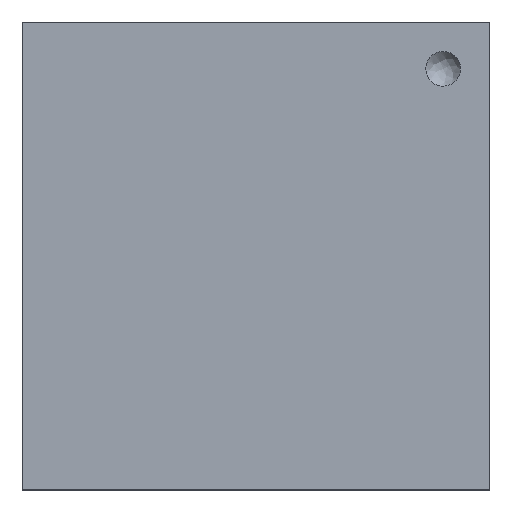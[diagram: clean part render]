
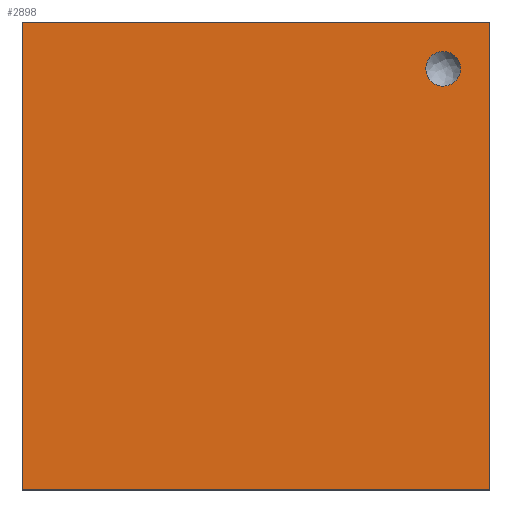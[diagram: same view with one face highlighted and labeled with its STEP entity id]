
A CAD part, top view. The second image highlights one B-rep face of the part: STEP entity #2898.
In plain terms, the highlighted planar face has unit normal (0, 0, 1).
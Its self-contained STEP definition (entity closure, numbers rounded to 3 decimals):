
#84 = ORIENTED_EDGE ( 'NONE', *, *, #668, .T. ) ;
#208 = VECTOR ( 'NONE', #5434, 1000. ) ;
#210 = ORIENTED_EDGE ( 'NONE', *, *, #2120, .T. ) ;
#234 = VERTEX_POINT ( 'NONE', #332 ) ;
#302 = CARTESIAN_POINT ( 'NONE',  ( 2.637, 3.013, 1. ) ) ;
#332 = CARTESIAN_POINT ( 'NONE',  ( 3.5, 3.5, 1. ) ) ;
#333 = CARTESIAN_POINT ( 'NONE',  ( 3.066, 2.765, 1. ) ) ;
#349 = CARTESIAN_POINT ( 'NONE',  ( -3.5, 3.5, 1. ) ) ;
#366 = CARTESIAN_POINT ( 'NONE',  ( 2.699, 3.039, 1. ) ) ;
#419 = CARTESIAN_POINT ( 'NONE',  ( 2.964, 2.587, 1. ) ) ;
#593 = VECTOR ( 'NONE', #5989, 1000. ) ;
#628 = PLANE ( 'NONE',  #5240 ) ;
#668 = EDGE_CURVE ( 'NONE', #4247, #1472, #4593, .T. ) ;
#741 = CARTESIAN_POINT ( 'NONE',  ( 2.901, 2.561, 1. ) ) ;
#839 = EDGE_CURVE ( 'NONE', #2239, #1447, #4561, .T. ) ;
#847 = CARTESIAN_POINT ( 'NONE',  ( 3.066, 2.838, 1. ) ) ;
#1181 = CARTESIAN_POINT ( 'NONE',  ( 2.639, 2.585, 1. ) ) ;
#1447 = VERTEX_POINT ( 'NONE', #366 ) ;
#1472 = VERTEX_POINT ( 'NONE', #1762 ) ;
#1491 = CARTESIAN_POINT ( 'NONE',  ( 3.5, -3.5, 1. ) ) ;
#1603 = EDGE_LOOP ( 'NONE', ( #4640, #2832 ) ) ;
#1693 = CARTESIAN_POINT ( 'NONE',  ( -3.5, 3.5, 1. ) ) ;
#1705 = CARTESIAN_POINT ( 'NONE',  ( 2.699, 3.039, 1. ) ) ;
#1762 = CARTESIAN_POINT ( 'NONE',  ( -3.5, -3.5, 1. ) ) ;
#1814 = CARTESIAN_POINT ( 'NONE',  ( 3.5, 3.5, 1. ) ) ;
#1876 = ORIENTED_EDGE ( 'NONE', *, *, #4721, .T. ) ;
#1992 = CARTESIAN_POINT ( 'NONE',  ( -3.5, -3.5, 1. ) ) ;
#2120 = EDGE_CURVE ( 'NONE', #4901, #234, #4306, .T. ) ;
#2169 = CARTESIAN_POINT ( 'NONE',  ( 2.534, 2.835, 1. ) ) ;
#2218 = CARTESIAN_POINT ( 'NONE',  ( 3.013, 2.963, 1. ) ) ;
#2239 = VERTEX_POINT ( 'NONE', #3621 ) ;
#2319 = DIRECTION ( 'NONE',  ( -1., 0., 0. ) ) ;
#2659 = CARTESIAN_POINT ( 'NONE',  ( 3.015, 2.639, 1. ) ) ;
#2832 = ORIENTED_EDGE ( 'NONE', *, *, #5046, .F. ) ;
#2898 = ADVANCED_FACE ( 'NONE', ( #4058, #3199 ), #628, .F. ) ;
#2986 = ORIENTED_EDGE ( 'NONE', *, *, #5988, .T. ) ;
#3093 = CARTESIAN_POINT ( 'NONE',  ( 2.585, 2.961, 1. ) ) ;
#3114 = CARTESIAN_POINT ( 'NONE',  ( 2.838, 2.534, 1. ) ) ;
#3162 = LINE ( 'NONE', #1992, #5657 ) ;
#3199 = FACE_OUTER_BOUND ( 'NONE', #4514, .T. ) ;
#3209 = CARTESIAN_POINT ( 'NONE',  ( 2.901, 2.561, 1. ) ) ;
#3572 = CARTESIAN_POINT ( 'NONE',  ( 3.5, -3.5, 1. ) ) ;
#3621 = CARTESIAN_POINT ( 'NONE',  ( 2.901, 2.561, 1. ) ) ;
#4045 = LINE ( 'NONE', #1814, #5157 ) ;
#4058 = FACE_BOUND ( 'NONE', #1603, .T. ) ;
#4062 = CARTESIAN_POINT ( 'NONE',  ( 2.962, 3.015, 1. ) ) ;
#4247 = VERTEX_POINT ( 'NONE', #1693 ) ;
#4306 = LINE ( 'NONE', #3572, #593 ) ;
#4514 = EDGE_LOOP ( 'NONE', ( #1876, #84, #2986, #210 ) ) ;
#4532 = CARTESIAN_POINT ( 'NONE',  ( 2.762, 3.066, 1. ) ) ;
#4561 = B_SPLINE_CURVE_WITH_KNOTS ( 'NONE', 3,
 ( #3209, #419, #2659, #333, #847, #2218, #4062, #4576, #4532, #5037 ),
 .UNSPECIFIED., .F., .F.,
 ( 4, 2, 2, 2, 4 ),
 ( 0., 0., 0., 0.001, 0.001 ),
 .UNSPECIFIED. ) ;
#4576 = CARTESIAN_POINT ( 'NONE',  ( 2.835, 3.066, 1. ) ) ;
#4593 = LINE ( 'NONE', #349, #208 ) ;
#4640 = ORIENTED_EDGE ( 'NONE', *, *, #839, .F. ) ;
#4721 = EDGE_CURVE ( 'NONE', #234, #4247, #4045, .T. ) ;
#4804 = DIRECTION ( 'NONE',  ( 1., 0., 0. ) ) ;
#4901 = VERTEX_POINT ( 'NONE', #1491 ) ;
#4952 = CARTESIAN_POINT ( 'NONE',  ( 2.534, 2.763, 1. ) ) ;
#5037 = CARTESIAN_POINT ( 'NONE',  ( 2.699, 3.039, 1. ) ) ;
#5046 = EDGE_CURVE ( 'NONE', #1447, #2239, #6006, .T. ) ;
#5157 = VECTOR ( 'NONE', #2319, 1000. ) ;
#5240 = AXIS2_PLACEMENT_3D ( 'NONE', #5299, #5259, #5278 ) ;
#5259 = DIRECTION ( 'NONE',  ( 0., 0., -1. ) ) ;
#5278 = DIRECTION ( 'NONE',  ( -1., 0., 0. ) ) ;
#5299 = CARTESIAN_POINT ( 'NONE',  ( -3.5, -3.5, 1. ) ) ;
#5434 = DIRECTION ( 'NONE',  ( 0., -1., 0. ) ) ;
#5467 = CARTESIAN_POINT ( 'NONE',  ( 2.587, 2.636, 1. ) ) ;
#5657 = VECTOR ( 'NONE', #4804, 1000. ) ;
#5947 = CARTESIAN_POINT ( 'NONE',  ( 2.765, 2.534, 1. ) ) ;
#5988 = EDGE_CURVE ( 'NONE', #1472, #4901, #3162, .T. ) ;
#5989 = DIRECTION ( 'NONE',  ( 0., 1., 0. ) ) ;
#6006 = B_SPLINE_CURVE_WITH_KNOTS ( 'NONE', 3,
 ( #1705, #302, #3093, #2169, #4952, #5467, #1181, #5947, #3114, #741 ),
 .UNSPECIFIED., .F., .F.,
 ( 4, 2, 2, 2, 4 ),
 ( 0.001, 0.001, 0.001, 0.001, 0.002 ),
 .UNSPECIFIED. ) ;
